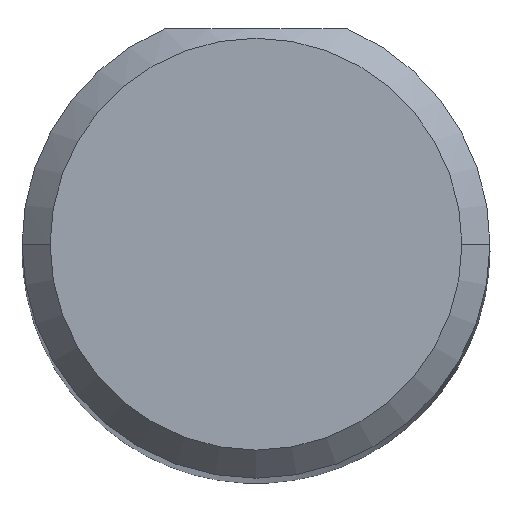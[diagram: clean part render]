
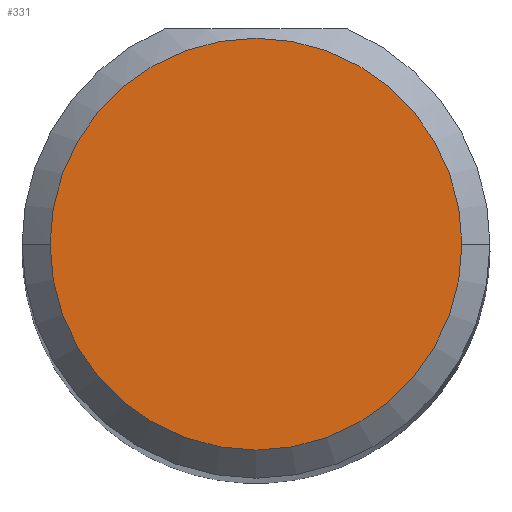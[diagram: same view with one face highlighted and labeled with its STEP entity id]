
A CAD part, top view. The second image highlights one B-rep face of the part: STEP entity #331.
In plain terms, the highlighted planar face has unit normal (0, 0, 1).
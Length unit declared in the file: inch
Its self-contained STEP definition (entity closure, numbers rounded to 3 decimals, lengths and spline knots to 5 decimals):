
#15 = ORIENTED_EDGE ( 'NONE', *, *, #359, .T. ) ;
#68 = CIRCLE ( 'NONE', #93, 0.11 ) ;
#89 = PLANE ( 'NONE',  #239 ) ;
#93 = AXIS2_PLACEMENT_3D ( 'NONE', #195, #354, #279 ) ;
#99 = EDGE_CURVE ( 'NONE', #101, #361, #68, .T. ) ;
#101 = VERTEX_POINT ( 'NONE', #441 ) ;
#103 = CARTESIAN_POINT ( 'NONE',  ( 0.11, 0., 2.5 ) ) ;
#126 = ORIENTED_EDGE ( 'NONE', *, *, #99, .T. ) ;
#131 = CARTESIAN_POINT ( 'NONE',  ( 0., 0., 2.5 ) ) ;
#195 = CARTESIAN_POINT ( 'NONE',  ( 0., 0., 2.5 ) ) ;
#211 = CIRCLE ( 'NONE', #247, 0.11 ) ;
#223 = EDGE_LOOP ( 'NONE', ( #126, #15 ) ) ;
#239 = AXIS2_PLACEMENT_3D ( 'NONE', #131, #293, #496 ) ;
#247 = AXIS2_PLACEMENT_3D ( 'NONE', #327, #252, #420 ) ;
#252 = DIRECTION ( 'NONE',  ( 0., 0., 1. ) ) ;
#279 = DIRECTION ( 'NONE',  ( 1., 0., 0. ) ) ;
#293 = DIRECTION ( 'NONE',  ( 0., 0., 1. ) ) ;
#325 = FACE_OUTER_BOUND ( 'NONE', #223, .T. ) ;
#327 = CARTESIAN_POINT ( 'NONE',  ( 0., 0., 2.5 ) ) ;
#331 = ADVANCED_FACE ( 'NONE', ( #325 ), #89, .T. ) ;
#354 = DIRECTION ( 'NONE',  ( 0., 0., 1. ) ) ;
#359 = EDGE_CURVE ( 'NONE', #361, #101, #211, .T. ) ;
#361 = VERTEX_POINT ( 'NONE', #103 ) ;
#420 = DIRECTION ( 'NONE',  ( 1., 0., 0. ) ) ;
#441 = CARTESIAN_POINT ( 'NONE',  ( -0.11, 0., 2.5 ) ) ;
#496 = DIRECTION ( 'NONE',  ( 1., 0., 0. ) ) ;
